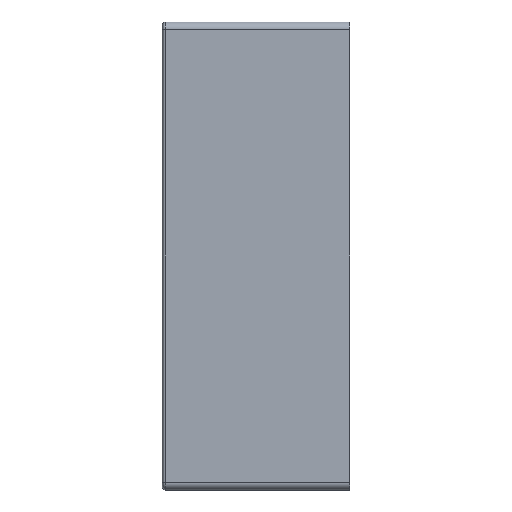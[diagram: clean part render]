
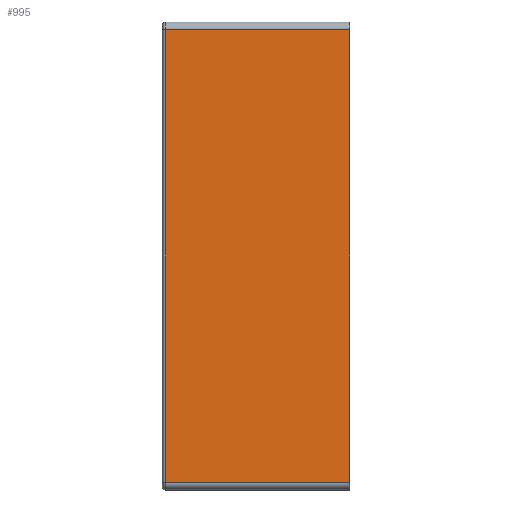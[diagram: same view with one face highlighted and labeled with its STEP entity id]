
A CAD part, left-side view. The second image highlights one B-rep face of the part: STEP entity #995.
In plain terms, the highlighted planar face has unit normal (-1, 0, 0).
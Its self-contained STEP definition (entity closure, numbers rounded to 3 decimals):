
#17=PLANE('',#1093);
#37=LINE('',#1633,#105);
#41=LINE('',#1646,#109);
#42=LINE('',#1648,#110);
#43=LINE('',#1649,#111);
#105=VECTOR('',#1265,10.);
#109=VECTOR('',#1281,10.);
#110=VECTOR('',#1282,10.);
#111=VECTOR('',#1283,10.);
#209=FACE_OUTER_BOUND('',#277,.T.);
#277=EDGE_LOOP('',(#695,#696,#697,#698));
#434=VERTEX_POINT('',#1625);
#436=VERTEX_POINT('',#1631);
#439=VERTEX_POINT('',#1645);
#440=VERTEX_POINT('',#1647);
#528=EDGE_CURVE('',#436,#434,#37,.T.);
#535=EDGE_CURVE('',#439,#436,#41,.T.);
#536=EDGE_CURVE('',#440,#439,#42,.T.);
#537=EDGE_CURVE('',#434,#440,#43,.T.);
#695=ORIENTED_EDGE('',*,*,#528,.F.);
#696=ORIENTED_EDGE('',*,*,#535,.F.);
#697=ORIENTED_EDGE('',*,*,#536,.F.);
#698=ORIENTED_EDGE('',*,*,#537,.F.);
#995=ADVANCED_FACE('',(#209),#17,.T.);
#1093=AXIS2_PLACEMENT_3D('',#1644,#1279,#1280);
#1265=DIRECTION('',(0.,0.,1.));
#1279=DIRECTION('center_axis',(-1.,0.,0.));
#1280=DIRECTION('ref_axis',(0.,0.,1.));
#1281=DIRECTION('',(0.,1.,0.));
#1282=DIRECTION('',(0.,0.,-1.));
#1283=DIRECTION('',(0.,-1.,0.));
#1625=CARTESIAN_POINT('',(-10.,59.,72.5));
#1631=CARTESIAN_POINT('',(-10.,59.,-72.5));
#1633=CARTESIAN_POINT('',(-10.,59.,-37.5));
#1644=CARTESIAN_POINT('Origin',(-10.,0.,-75.));
#1645=CARTESIAN_POINT('',(-10.,0.,-72.5));
#1646=CARTESIAN_POINT('',(-10.,0.,-72.5));
#1647=CARTESIAN_POINT('',(-10.,0.,72.5));
#1648=CARTESIAN_POINT('',(-10.,0.,75.));
#1649=CARTESIAN_POINT('',(-10.,0.,72.5));
